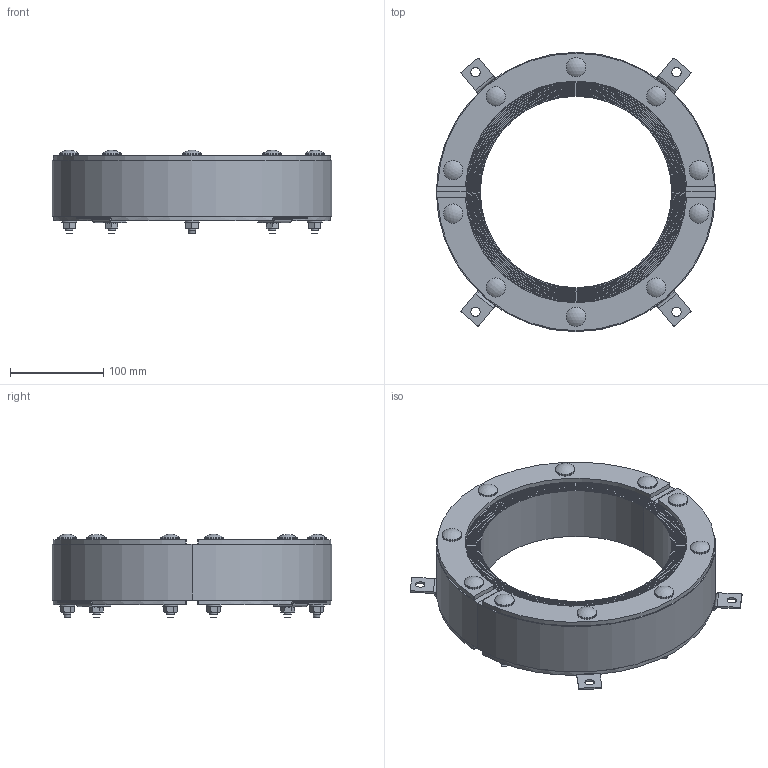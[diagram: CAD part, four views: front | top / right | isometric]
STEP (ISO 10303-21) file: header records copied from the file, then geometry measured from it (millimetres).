
FILE_DESCRIPTION(/* description */ (''),/* implementation_level */ '2;1');
FILE_NAME(/* name */ 'RS 300 AISI316 WOC.stp',/* time_stamp */ '2025-08-13T14:12:41+02:00',/* author */ ('se-marfre'),/* organization */ (''),/* preprocessor_version */ 'ST-DEVELOPER v19.2',/* originating_system */ 'Autodesk Inventor 2023',/* authorisation */ '');
FILE_SCHEMA (('CONFIG_CONTROL_DESIGN'));
Length unit declared in the file: millimetre
Products named in the file (1): RS 300 AISI316 WOC
Bounding box: 300 x 300 x 89.77 mm (x, y, z)
Volume: 2530484.6 mm3; surface area: 210994.4 mm2
Topology: 1 solids, 21 shells, 686 faces, 1560 edges, 980 vertices
Faces by surface type: plane 456, cylinder 130, cone 90, sphere 10
Full cylindrical faces by diameter (mm): 8 x30, 8.4 x6, 10 x8, 16 x6, 20.65 x10, 20.7 x10
Entity records: 19694 total; most frequent: CARTESIAN_POINT 3627, DIRECTION 3210, ORIENTED_EDGE 3120, EDGE_CURVE 1560, AXIS2_PLACEMENT_3D 1163, VERTEX_POINT 980, LINE 884, VECTOR 884
